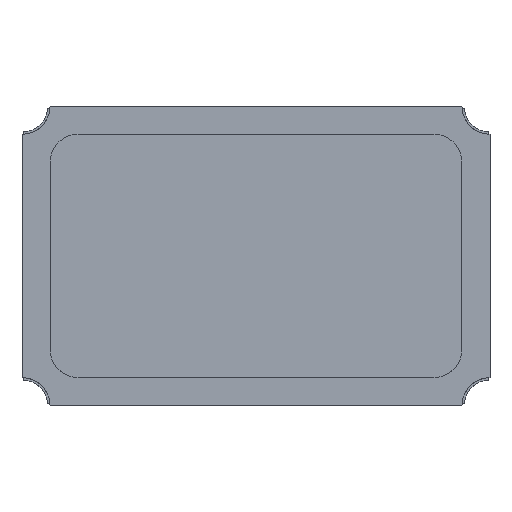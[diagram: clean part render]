
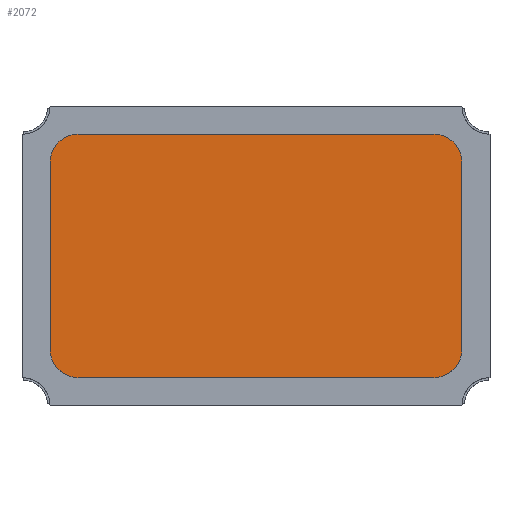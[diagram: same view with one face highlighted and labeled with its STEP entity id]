
A CAD part, top view. The second image highlights one B-rep face of the part: STEP entity #2072.
In plain terms, the highlighted planar face has unit normal (0, 0, 1).
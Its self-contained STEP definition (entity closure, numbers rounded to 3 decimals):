
#1686 = VERTEX_POINT('',#1687);
#1687 = CARTESIAN_POINT('',(-2.2,-1.,1.1));
#1693 = EDGE_CURVE('',#1686,#1694,#1696,.T.);
#1694 = VERTEX_POINT('',#1695);
#1695 = CARTESIAN_POINT('',(-1.9,-1.3,1.1));
#1696 = CIRCLE('',#1697,0.3);
#1697 = AXIS2_PLACEMENT_3D('',#1698,#1699,#1700);
#1698 = CARTESIAN_POINT('',(-1.9,-1.,1.1));
#1699 = DIRECTION('',(0.,0.,1.));
#1700 = DIRECTION('',(1.,0.,0.));
#1718 = VERTEX_POINT('',#1719);
#1719 = CARTESIAN_POINT('',(1.9,-1.3,1.1));
#1725 = EDGE_CURVE('',#1718,#1694,#1726,.T.);
#1726 = LINE('',#1727,#1728);
#1727 = CARTESIAN_POINT('',(1.9,-1.3,1.1));
#1728 = VECTOR('',#1729,1.);
#1729 = DIRECTION('',(-1.,0.,0.));
#1742 = EDGE_CURVE('',#1718,#1743,#1745,.T.);
#1743 = VERTEX_POINT('',#1744);
#1744 = CARTESIAN_POINT('',(2.2,-1.,1.1));
#1745 = CIRCLE('',#1746,0.3);
#1746 = AXIS2_PLACEMENT_3D('',#1747,#1748,#1749);
#1747 = CARTESIAN_POINT('',(1.9,-1.,1.1));
#1748 = DIRECTION('',(0.,0.,1.));
#1749 = DIRECTION('',(1.,0.,0.));
#1767 = VERTEX_POINT('',#1768);
#1768 = CARTESIAN_POINT('',(2.2,1.,1.1));
#1774 = EDGE_CURVE('',#1767,#1743,#1775,.T.);
#1775 = LINE('',#1776,#1777);
#1776 = CARTESIAN_POINT('',(2.2,1.,1.1));
#1777 = VECTOR('',#1778,1.);
#1778 = DIRECTION('',(0.,-1.,0.));
#1791 = EDGE_CURVE('',#1767,#1792,#1794,.T.);
#1792 = VERTEX_POINT('',#1793);
#1793 = CARTESIAN_POINT('',(1.9,1.3,1.1));
#1794 = CIRCLE('',#1795,0.3);
#1795 = AXIS2_PLACEMENT_3D('',#1796,#1797,#1798);
#1796 = CARTESIAN_POINT('',(1.9,1.,1.1));
#1797 = DIRECTION('',(0.,0.,1.));
#1798 = DIRECTION('',(1.,0.,0.));
#1816 = VERTEX_POINT('',#1817);
#1817 = CARTESIAN_POINT('',(-1.9,1.3,1.1));
#1823 = EDGE_CURVE('',#1816,#1792,#1824,.T.);
#1824 = LINE('',#1825,#1826);
#1825 = CARTESIAN_POINT('',(-1.9,1.3,1.1));
#1826 = VECTOR('',#1827,1.);
#1827 = DIRECTION('',(1.,0.,0.));
#1840 = EDGE_CURVE('',#1816,#1841,#1843,.T.);
#1841 = VERTEX_POINT('',#1842);
#1842 = CARTESIAN_POINT('',(-2.2,1.,1.1));
#1843 = CIRCLE('',#1844,0.3);
#1844 = AXIS2_PLACEMENT_3D('',#1845,#1846,#1847);
#1845 = CARTESIAN_POINT('',(-1.9,1.,1.1));
#1846 = DIRECTION('',(0.,0.,1.));
#1847 = DIRECTION('',(1.,0.,0.));
#1865 = EDGE_CURVE('',#1686,#1841,#1866,.T.);
#1866 = LINE('',#1867,#1868);
#1867 = CARTESIAN_POINT('',(-2.2,-1.,1.1));
#1868 = VECTOR('',#1869,1.);
#1869 = DIRECTION('',(0.,1.,0.));
#2072 = ADVANCED_FACE('',(#2073),#2083,.T.);
#2073 = FACE_BOUND('',#2074,.F.);
#2074 = EDGE_LOOP('',(#2075,#2076,#2077,#2078,#2079,#2080,#2081,#2082));
#2075 = ORIENTED_EDGE('',*,*,#1865,.T.);
#2076 = ORIENTED_EDGE('',*,*,#1840,.F.);
#2077 = ORIENTED_EDGE('',*,*,#1823,.T.);
#2078 = ORIENTED_EDGE('',*,*,#1791,.F.);
#2079 = ORIENTED_EDGE('',*,*,#1774,.T.);
#2080 = ORIENTED_EDGE('',*,*,#1742,.F.);
#2081 = ORIENTED_EDGE('',*,*,#1725,.T.);
#2082 = ORIENTED_EDGE('',*,*,#1693,.F.);
#2083 = PLANE('',#2084);
#2084 = AXIS2_PLACEMENT_3D('',#2085,#2086,#2087);
#2085 = CARTESIAN_POINT('',(0.,0.,1.1));
#2086 = DIRECTION('',(0.,0.,1.));
#2087 = DIRECTION('',(1.,0.,0.));
